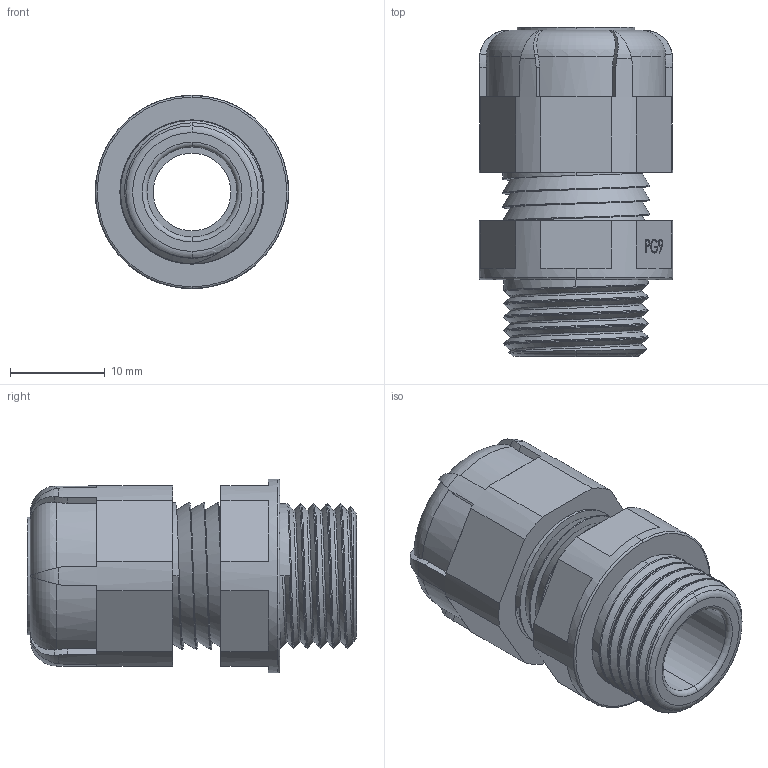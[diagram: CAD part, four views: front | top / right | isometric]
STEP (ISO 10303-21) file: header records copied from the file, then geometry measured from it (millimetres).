
FILE_DESCRIPTION (( 'STEP AP203' ), '1' );
FILE_NAME ('4909.STEP', '2024-10-04T15:02:16', ( '' ), ( '' ), 'SwSTEP 2.0', 'SolidWorks 2022', '' );
FILE_SCHEMA (( 'CONFIG_CONTROL_DESIGN' ));
Length unit declared in the file: millimetre
Products named in the file (1): 4909
Bounding box: 20.4 x 34.7 x 20.4 mm (x, y, z)
Volume: 6223.5 mm3; surface area: 4017.8 mm2
Topology: 1 solids, 1 shells, 284 faces, 779 edges, 516 vertices
Faces by surface type: plane 107, bspline 98, cylinder 55, torus 21, cone 3
Entity records: 17316 total; most frequent: CARTESIAN_POINT 10856, ORIENTED_EDGE 1554, DIRECTION 958, EDGE_CURVE 777, VERTEX_POINT 512, VECTOR 350, LINE 350, AXIS2_PLACEMENT_3D 304
